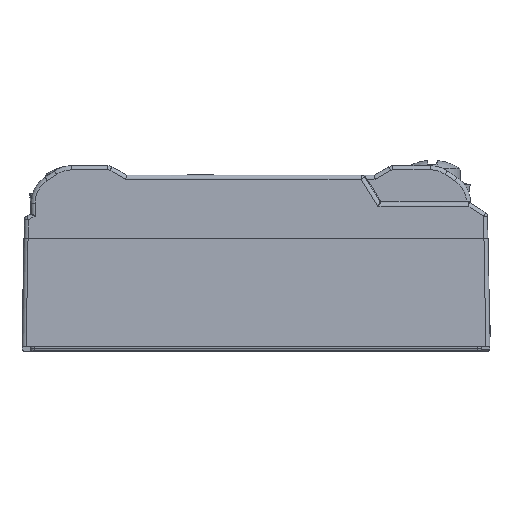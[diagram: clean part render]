
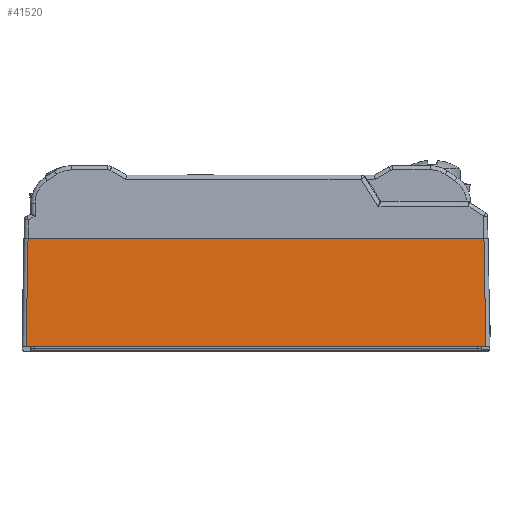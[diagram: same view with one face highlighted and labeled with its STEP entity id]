
A CAD part, top view. The second image highlights one B-rep face of the part: STEP entity #41520.
In plain terms, the highlighted planar face has unit normal (0, 0.018, 1).
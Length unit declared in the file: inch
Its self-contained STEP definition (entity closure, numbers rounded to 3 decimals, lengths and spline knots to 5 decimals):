
#6078 = CARTESIAN_POINT ( 'NONE',  ( -0.27404, 0.11298, 1.23052 ) ) ;
#7281 = ORIENTED_EDGE ( 'NONE', *, *, #53419, .T. ) ;
#7825 = CARTESIAN_POINT ( 'NONE',  ( -2.50404, 0.11298, 1.23052 ) ) ;
#10188 = LINE ( 'NONE', #6078, #46381 ) ;
#12751 = DIRECTION ( 'NONE',  ( 0., -1., 0.017 ) ) ;
#13051 = EDGE_CURVE ( 'NONE', #35878, #20372, #42282, .T. ) ;
#13849 = VECTOR ( 'NONE', #28773, 39.37008 ) ;
#16060 = VECTOR ( 'NONE', #17615, 39.37008 ) ;
#16138 = CARTESIAN_POINT ( 'NONE',  ( -0.28311, 0.63298, 1.22145 ) ) ;
#17462 = PLANE ( 'NONE',  #49413 ) ;
#17615 = DIRECTION ( 'NONE',  ( -0.017, -1., 0.017 ) ) ;
#19291 = VECTOR ( 'NONE', #19376, 39.37008 ) ;
#19376 = DIRECTION ( 'NONE',  ( 1., 0., 0. ) ) ;
#20372 = VERTEX_POINT ( 'NONE', #36186 ) ;
#22762 = EDGE_CURVE ( 'NONE', #45620, #35878, #26962, .T. ) ;
#23810 = CARTESIAN_POINT ( 'NONE',  ( -0.14772, 0.63298, 1.22145 ) ) ;
#25634 = DIRECTION ( 'NONE',  ( -0.017, 1., -0.017 ) ) ;
#26962 = LINE ( 'NONE', #23810, #13849 ) ;
#28773 = DIRECTION ( 'NONE',  ( -1., 0., 0. ) ) ;
#32833 = EDGE_LOOP ( 'NONE', ( #33590, #7281, #59213, #57283 ) ) ;
#33590 = ORIENTED_EDGE ( 'NONE', *, *, #34618, .T. ) ;
#34618 = EDGE_CURVE ( 'NONE', #20372, #41011, #35466, .T. ) ;
#35466 = LINE ( 'NONE', #43949, #19291 ) ;
#35878 = VERTEX_POINT ( 'NONE', #46590 ) ;
#36186 = CARTESIAN_POINT ( 'NONE',  ( -2.48404, 0.11298, 1.23052 ) ) ;
#41011 = VERTEX_POINT ( 'NONE', #62376 ) ;
#41520 = ADVANCED_FACE ( 'NONE', ( #46494 ), #17462, .T. ) ;
#42260 = DIRECTION ( 'NONE',  ( 0., 0.017, 1. ) ) ;
#42282 = LINE ( 'NONE', #47128, #16060 ) ;
#43949 = CARTESIAN_POINT ( 'NONE',  ( -2.50404, 0.11298, 1.23052 ) ) ;
#45620 = VERTEX_POINT ( 'NONE', #16138 ) ;
#46381 = VECTOR ( 'NONE', #25634, 39.37008 ) ;
#46494 = FACE_OUTER_BOUND ( 'NONE', #32833, .T. ) ;
#46590 = CARTESIAN_POINT ( 'NONE',  ( -2.47496, 0.63298, 1.22145 ) ) ;
#47128 = CARTESIAN_POINT ( 'NONE',  ( -2.47496, 0.63298, 1.22145 ) ) ;
#49413 = AXIS2_PLACEMENT_3D ( 'NONE', #7825, #42260, #12751 ) ;
#53419 = EDGE_CURVE ( 'NONE', #41011, #45620, #10188, .T. ) ;
#57283 = ORIENTED_EDGE ( 'NONE', *, *, #13051, .T. ) ;
#59213 = ORIENTED_EDGE ( 'NONE', *, *, #22762, .T. ) ;
#62376 = CARTESIAN_POINT ( 'NONE',  ( -0.27404, 0.11298, 1.23052 ) ) ;
